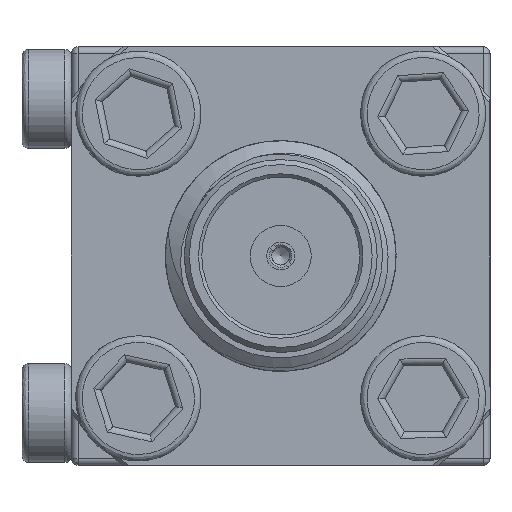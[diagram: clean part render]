
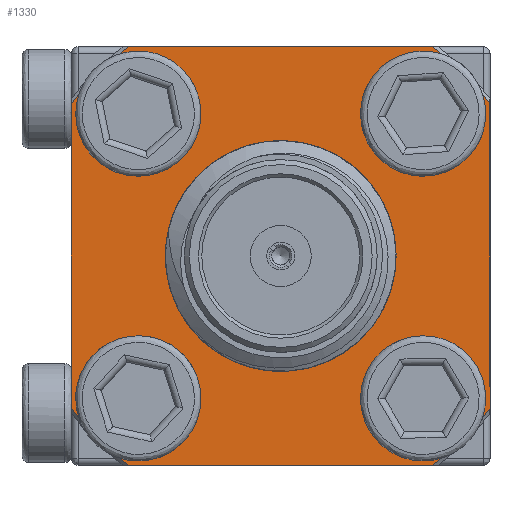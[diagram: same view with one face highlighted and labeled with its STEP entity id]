
A CAD part, left-side view. The second image highlights one B-rep face of the part: STEP entity #1330.
In plain terms, the highlighted planar face has unit normal (-1, 0, 0).
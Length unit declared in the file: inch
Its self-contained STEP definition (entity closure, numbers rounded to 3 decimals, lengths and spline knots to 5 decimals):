
#276 = CARTESIAN_POINT ( 'NONE',  ( 0.09909, 0.27583, -0.1817 ) ) ;
#311 = ORIENTED_EDGE ( 'NONE', *, *, #8128, .F. ) ;
#424 = CARTESIAN_POINT ( 'NONE',  ( 0.09909, -0.15587, -0.25 ) ) ;
#600 = DIRECTION ( 'NONE',  ( 0., 1., 0. ) ) ;
#683 = CIRCLE ( 'NONE', #15176, 0.30906 ) ;
#872 = LINE ( 'NONE', #13491, #2923 ) ;
#940 = CARTESIAN_POINT ( 'NONE',  ( 0.09909, -0.14425, 0.1189 ) ) ;
#1042 = EDGE_LOOP ( 'NONE', ( #311 ) ) ;
#1330 = ADVANCED_FACE ( 'NONE', ( #4646, #2016, #7366, #1757, #10170, #13165 ), #5917, .F. ) ;
#1757 = FACE_BOUND ( 'NONE', #17708, .T. ) ;
#1923 = ORIENTED_EDGE ( 'NONE', *, *, #5718, .F. ) ;
#1998 = VERTEX_POINT ( 'NONE', #12015 ) ;
#2016 = FACE_BOUND ( 'NONE', #13528, .T. ) ;
#2054 = VERTEX_POINT ( 'NONE', #10173 ) ;
#2325 = CIRCLE ( 'NONE', #12473, 0.05118 ) ;
#2597 = VECTOR ( 'NONE', #8714, 39.37008 ) ;
#2673 = DIRECTION ( 'NONE',  ( 0., 0., 1. ) ) ;
#2690 = DIRECTION ( 'NONE',  ( 1., 0., 0. ) ) ;
#2743 = CARTESIAN_POINT ( 'NONE',  ( 0.09909, 0.1959, -0.22126 ) ) ;
#2815 = CARTESIAN_POINT ( 'NONE',  ( 0.09909, 0.20753, 0.25 ) ) ;
#2923 = VECTOR ( 'NONE', #3870, 39.37008 ) ;
#3153 = CIRCLE ( 'NONE', #8938, 0.30906 ) ;
#3258 = EDGE_LOOP ( 'NONE', ( #17001, #1923, #10786, #8479, #7811, #15895, #7167, #12791 ) ) ;
#3352 = DIRECTION ( 'NONE',  ( 1., 0., 0. ) ) ;
#3442 = EDGE_CURVE ( 'NONE', #1998, #4816, #13286, .T. ) ;
#3573 = AXIS2_PLACEMENT_3D ( 'NONE', #17516, #2690, #7700 ) ;
#3619 = CARTESIAN_POINT ( 'NONE',  ( 0.09909, 0.1959, -0.17008 ) ) ;
#3870 = DIRECTION ( 'NONE',  ( 0., -1., 0. ) ) ;
#3916 = EDGE_LOOP ( 'NONE', ( #16075 ) ) ;
#4101 = EDGE_CURVE ( 'NONE', #15884, #4805, #3153, .T. ) ;
#4548 = LINE ( 'NONE', #16820, #10116 ) ;
#4586 = VERTEX_POINT ( 'NONE', #10112 ) ;
#4646 = FACE_BOUND ( 'NONE', #3916, .T. ) ;
#4805 = VERTEX_POINT ( 'NONE', #276 ) ;
#4816 = VERTEX_POINT ( 'NONE', #2815 ) ;
#4850 = LINE ( 'NONE', #7664, #12011 ) ;
#4903 = CIRCLE ( 'NONE', #15345, 0.1063 ) ;
#4910 = DIRECTION ( 'NONE',  ( 0., 1., 0. ) ) ;
#5006 = DIRECTION ( 'NONE',  ( 0., 0., -1. ) ) ;
#5370 = DIRECTION ( 'NONE',  ( 1., 0., 0. ) ) ;
#5522 = AXIS2_PLACEMENT_3D ( 'NONE', #6367, #8994, #5006 ) ;
#5575 = DIRECTION ( 'NONE',  ( -1., 0., 0. ) ) ;
#5652 = EDGE_CURVE ( 'NONE', #15276, #2054, #4548, .T. ) ;
#5718 = EDGE_CURVE ( 'NONE', #4805, #1998, #13997, .T. ) ;
#5816 = CIRCLE ( 'NONE', #17118, 0.05118 ) ;
#5917 = PLANE ( 'NONE',  #7591 ) ;
#6078 = DIRECTION ( 'NONE',  ( 1., 0., 0. ) ) ;
#6164 = DIRECTION ( 'NONE',  ( 0., 0., -1. ) ) ;
#6235 = EDGE_CURVE ( 'NONE', #4586, #4586, #13351, .T. ) ;
#6367 = CARTESIAN_POINT ( 'NONE',  ( 0.09909, 0.02583, 0. ) ) ;
#6644 = VERTEX_POINT ( 'NONE', #2743 ) ;
#6875 = EDGE_CURVE ( 'NONE', #4816, #13627, #872, .T. ) ;
#7034 = DIRECTION ( 'NONE',  ( 1., 0., 0. ) ) ;
#7167 = ORIENTED_EDGE ( 'NONE', *, *, #8649, .F. ) ;
#7309 = VERTEX_POINT ( 'NONE', #8754 ) ;
#7366 = FACE_BOUND ( 'NONE', #12790, .T. ) ;
#7591 = AXIS2_PLACEMENT_3D ( 'NONE', #11716, #14362, #4910 ) ;
#7664 = CARTESIAN_POINT ( 'NONE',  ( 0.09909, 0.27583, -0.25 ) ) ;
#7700 = DIRECTION ( 'NONE',  ( 0., 0., -1. ) ) ;
#7711 = DIRECTION ( 'NONE',  ( 0., 0., -1. ) ) ;
#7811 = ORIENTED_EDGE ( 'NONE', *, *, #15952, .F. ) ;
#8128 = EDGE_CURVE ( 'NONE', #7309, #7309, #4903, .T. ) ;
#8211 = CARTESIAN_POINT ( 'NONE',  ( 0.09909, 0.02583, 0. ) ) ;
#8267 = DIRECTION ( 'NONE',  ( 0., 0., -1. ) ) ;
#8479 = ORIENTED_EDGE ( 'NONE', *, *, #9640, .F. ) ;
#8649 = EDGE_CURVE ( 'NONE', #13627, #15276, #683, .T. ) ;
#8714 = DIRECTION ( 'NONE',  ( 0., 0., 1. ) ) ;
#8754 = CARTESIAN_POINT ( 'NONE',  ( 0.09909, 0.02583, 0.1063 ) ) ;
#8938 = AXIS2_PLACEMENT_3D ( 'NONE', #11271, #16741, #14003 ) ;
#8994 = DIRECTION ( 'NONE',  ( 1., 0., 0. ) ) ;
#9079 = EDGE_CURVE ( 'NONE', #14728, #14728, #15998, .T. ) ;
#9272 = CARTESIAN_POINT ( 'NONE',  ( 0.09909, 0.1959, 0.17008 ) ) ;
#9640 = EDGE_CURVE ( 'NONE', #10714, #15884, #4850, .T. ) ;
#9900 = CARTESIAN_POINT ( 'NONE',  ( 0.09909, 0.27583, 0.25 ) ) ;
#9982 = CARTESIAN_POINT ( 'NONE',  ( 0.09909, 0.02583, 0. ) ) ;
#10112 = CARTESIAN_POINT ( 'NONE',  ( 0.09909, -0.14425, -0.22126 ) ) ;
#10116 = VECTOR ( 'NONE', #12803, 39.37008 ) ;
#10170 = FACE_BOUND ( 'NONE', #1042, .T. ) ;
#10173 = CARTESIAN_POINT ( 'NONE',  ( 0.09909, -0.22417, -0.1817 ) ) ;
#10714 = VERTEX_POINT ( 'NONE', #424 ) ;
#10786 = ORIENTED_EDGE ( 'NONE', *, *, #4101, .F. ) ;
#10992 = VERTEX_POINT ( 'NONE', #15180 ) ;
#11012 = CARTESIAN_POINT ( 'NONE',  ( 0.09909, 0.02583, 0. ) ) ;
#11206 = CARTESIAN_POINT ( 'NONE',  ( 0.09909, -0.14425, -0.17008 ) ) ;
#11235 = ORIENTED_EDGE ( 'NONE', *, *, #6235, .T. ) ;
#11271 = CARTESIAN_POINT ( 'NONE',  ( 0.09909, 0.02583, 0. ) ) ;
#11716 = CARTESIAN_POINT ( 'NONE',  ( 0.09909, 0.13213, 0. ) ) ;
#11969 = DIRECTION ( 'NONE',  ( 0., 0., -1. ) ) ;
#12011 = VECTOR ( 'NONE', #600, 39.37008 ) ;
#12015 = CARTESIAN_POINT ( 'NONE',  ( 0.09909, 0.27583, 0.1817 ) ) ;
#12473 = AXIS2_PLACEMENT_3D ( 'NONE', #9272, #5370, #8267 ) ;
#12790 = EDGE_LOOP ( 'NONE', ( #15454 ) ) ;
#12791 = ORIENTED_EDGE ( 'NONE', *, *, #6875, .F. ) ;
#12803 = DIRECTION ( 'NONE',  ( 0., 0., -1. ) ) ;
#12984 = CARTESIAN_POINT ( 'NONE',  ( 0.09909, -0.22417, 0.1817 ) ) ;
#13165 = FACE_OUTER_BOUND ( 'NONE', #3258, .T. ) ;
#13280 = CARTESIAN_POINT ( 'NONE',  ( 0.09909, -0.15587, 0.25 ) ) ;
#13286 = CIRCLE ( 'NONE', #15608, 0.30906 ) ;
#13344 = CIRCLE ( 'NONE', #5522, 0.30906 ) ;
#13351 = CIRCLE ( 'NONE', #13657, 0.05118 ) ;
#13491 = CARTESIAN_POINT ( 'NONE',  ( 0.09909, 0.27583, 0.25 ) ) ;
#13528 = EDGE_LOOP ( 'NONE', ( #11235 ) ) ;
#13627 = VERTEX_POINT ( 'NONE', #13280 ) ;
#13657 = AXIS2_PLACEMENT_3D ( 'NONE', #11206, #17528, #7711 ) ;
#13997 = LINE ( 'NONE', #9900, #2597 ) ;
#14003 = DIRECTION ( 'NONE',  ( 0., 0., -1. ) ) ;
#14362 = DIRECTION ( 'NONE',  ( 1., 0., 0. ) ) ;
#14728 = VERTEX_POINT ( 'NONE', #940 ) ;
#15176 = AXIS2_PLACEMENT_3D ( 'NONE', #9982, #6078, #6164 ) ;
#15180 = CARTESIAN_POINT ( 'NONE',  ( 0.09909, 0.1959, 0.1189 ) ) ;
#15276 = VERTEX_POINT ( 'NONE', #12984 ) ;
#15345 = AXIS2_PLACEMENT_3D ( 'NONE', #11012, #5575, #2673 ) ;
#15386 = DIRECTION ( 'NONE',  ( 0., 0., -1. ) ) ;
#15454 = ORIENTED_EDGE ( 'NONE', *, *, #17793, .T. ) ;
#15608 = AXIS2_PLACEMENT_3D ( 'NONE', #8211, #7034, #15386 ) ;
#15848 = ORIENTED_EDGE ( 'NONE', *, *, #16185, .T. ) ;
#15884 = VERTEX_POINT ( 'NONE', #16835 ) ;
#15895 = ORIENTED_EDGE ( 'NONE', *, *, #5652, .F. ) ;
#15952 = EDGE_CURVE ( 'NONE', #2054, #10714, #13344, .T. ) ;
#15998 = CIRCLE ( 'NONE', #3573, 0.05118 ) ;
#16075 = ORIENTED_EDGE ( 'NONE', *, *, #9079, .T. ) ;
#16185 = EDGE_CURVE ( 'NONE', #10992, #10992, #2325, .T. ) ;
#16741 = DIRECTION ( 'NONE',  ( 1., 0., 0. ) ) ;
#16820 = CARTESIAN_POINT ( 'NONE',  ( 0.09909, -0.22417, 0.25 ) ) ;
#16835 = CARTESIAN_POINT ( 'NONE',  ( 0.09909, 0.20753, -0.25 ) ) ;
#17001 = ORIENTED_EDGE ( 'NONE', *, *, #3442, .F. ) ;
#17118 = AXIS2_PLACEMENT_3D ( 'NONE', #3619, #3352, #11969 ) ;
#17516 = CARTESIAN_POINT ( 'NONE',  ( 0.09909, -0.14425, 0.17008 ) ) ;
#17528 = DIRECTION ( 'NONE',  ( 1., 0., 0. ) ) ;
#17708 = EDGE_LOOP ( 'NONE', ( #15848 ) ) ;
#17793 = EDGE_CURVE ( 'NONE', #6644, #6644, #5816, .T. ) ;
